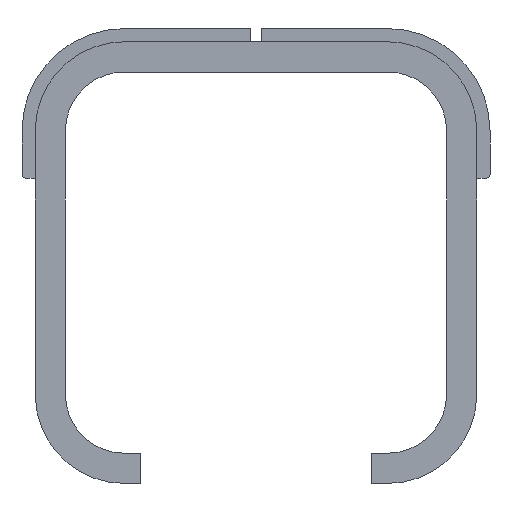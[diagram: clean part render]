
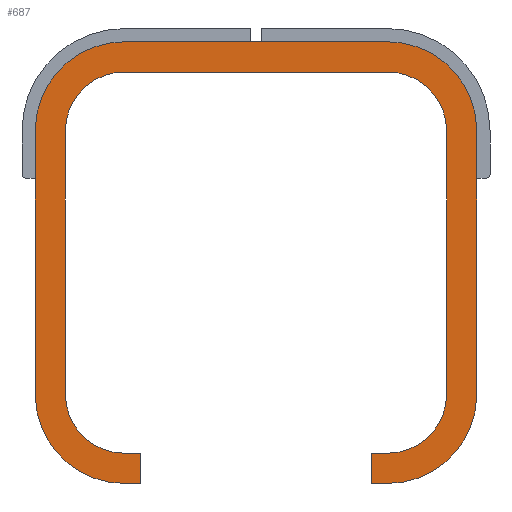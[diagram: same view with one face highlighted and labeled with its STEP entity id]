
A CAD part, front view. The second image highlights one B-rep face of the part: STEP entity #687.
In plain terms, the highlighted planar face has unit normal (0, -1, 0).
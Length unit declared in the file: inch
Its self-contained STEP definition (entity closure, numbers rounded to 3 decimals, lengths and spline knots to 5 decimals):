
#24=CARTESIAN_POINT('',(0.305,-3.505,-0.585));
#25=VERTEX_POINT('',#24);
#26=CARTESIAN_POINT('',(0.305,-3.505,-0.505));
#27=VERTEX_POINT('',#26);
#28=CARTESIAN_POINT('',(0.305,-3.505,-0.585));
#29=DIRECTION('',(0.,0.,1.));
#30=VECTOR('',#29,1.);
#31=LINE('',#28,#30);
#32=EDGE_CURVE('',#25,#27,#31,.T.);
#64=CARTESIAN_POINT('',(0.349,-3.505,-0.505));
#65=VERTEX_POINT('',#64);
#66=CARTESIAN_POINT('',(0.305,-3.505,-0.505));
#67=DIRECTION('',(1.,0.,0.));
#68=VECTOR('',#67,1.);
#69=LINE('',#66,#68);
#70=EDGE_CURVE('',#27,#65,#69,.T.);
#95=CARTESIAN_POINT('',(0.505,-3.505,-0.349));
#96=VERTEX_POINT('',#95);
#97=CARTESIAN_POINT('',(0.349,-3.505,-0.349));
#98=DIRECTION('',(0.,-1.,0.));
#99=DIRECTION('',(1.,0.,0.));
#100=AXIS2_PLACEMENT_3D('',#97,#98,#99);
#101=CIRCLE('',#100,0.156);
#102=EDGE_CURVE('',#65,#96,#101,.T.);
#128=CARTESIAN_POINT('',(0.505,-3.505,0.349));
#129=VERTEX_POINT('',#128);
#130=CARTESIAN_POINT('',(0.505,-3.505,-0.349));
#131=DIRECTION('',(0.,0.,1.));
#132=VECTOR('',#131,1.);
#133=LINE('',#130,#132);
#134=EDGE_CURVE('',#96,#129,#133,.T.);
#159=CARTESIAN_POINT('',(0.349,-3.505,0.505));
#160=VERTEX_POINT('',#159);
#161=CARTESIAN_POINT('',(0.349,-3.505,0.349));
#162=DIRECTION('',(0.,-1.,0.));
#163=DIRECTION('',(1.,0.,0.));
#164=AXIS2_PLACEMENT_3D('',#161,#162,#163);
#165=CIRCLE('',#164,0.156);
#166=EDGE_CURVE('',#129,#160,#165,.T.);
#192=CARTESIAN_POINT('',(-0.349,-3.505,0.505));
#193=VERTEX_POINT('',#192);
#194=CARTESIAN_POINT('',(0.349,-3.505,0.505));
#195=DIRECTION('',(-1.,0.,0.));
#196=VECTOR('',#195,1.);
#197=LINE('',#194,#196);
#198=EDGE_CURVE('',#160,#193,#197,.T.);
#223=CARTESIAN_POINT('',(-0.505,-3.505,0.349));
#224=VERTEX_POINT('',#223);
#225=CARTESIAN_POINT('',(-0.349,-3.505,0.349));
#226=DIRECTION('',(0.,-1.,0.));
#227=DIRECTION('',(1.,0.,0.));
#228=AXIS2_PLACEMENT_3D('',#225,#226,#227);
#229=CIRCLE('',#228,0.156);
#230=EDGE_CURVE('',#193,#224,#229,.T.);
#256=CARTESIAN_POINT('',(-0.505,-3.505,-0.349));
#257=VERTEX_POINT('',#256);
#258=CARTESIAN_POINT('',(-0.505,-3.505,0.349));
#259=DIRECTION('',(0.,0.,-1.));
#260=VECTOR('',#259,1.);
#261=LINE('',#258,#260);
#262=EDGE_CURVE('',#224,#257,#261,.T.);
#287=CARTESIAN_POINT('',(-0.349,-3.505,-0.505));
#288=VERTEX_POINT('',#287);
#289=CARTESIAN_POINT('',(-0.349,-3.505,-0.349));
#290=DIRECTION('',(0.,-1.,0.));
#291=DIRECTION('',(1.,0.,0.));
#292=AXIS2_PLACEMENT_3D('',#289,#290,#291);
#293=CIRCLE('',#292,0.156);
#294=EDGE_CURVE('',#257,#288,#293,.T.);
#320=CARTESIAN_POINT('',(-0.305,-3.505,-0.505));
#321=VERTEX_POINT('',#320);
#322=CARTESIAN_POINT('',(-0.349,-3.505,-0.505));
#323=DIRECTION('',(1.,0.,0.));
#324=VECTOR('',#323,1.);
#325=LINE('',#322,#324);
#326=EDGE_CURVE('',#288,#321,#325,.T.);
#351=CARTESIAN_POINT('',(-0.305,-3.505,-0.585));
#352=VERTEX_POINT('',#351);
#353=CARTESIAN_POINT('',(-0.305,-3.505,-0.505));
#354=DIRECTION('',(0.,0.,-1.));
#355=VECTOR('',#354,1.);
#356=LINE('',#353,#355);
#357=EDGE_CURVE('',#321,#352,#356,.T.);
#382=CARTESIAN_POINT('',(-0.349,-3.505,-0.585));
#383=VERTEX_POINT('',#382);
#384=CARTESIAN_POINT('',(-0.349,-3.505,-0.585));
#385=DIRECTION('',(-1.,0.,0.));
#386=VECTOR('',#385,1.);
#387=LINE('',#384,#386);
#388=EDGE_CURVE('',#352,#383,#387,.T.);
#413=CARTESIAN_POINT('',(-0.585,-3.505,-0.349));
#414=VERTEX_POINT('',#413);
#415=CARTESIAN_POINT('',(-0.349,-3.505,-0.349));
#416=DIRECTION('',(0.,1.,0.));
#417=DIRECTION('',(0.,0.,1.));
#418=AXIS2_PLACEMENT_3D('',#415,#416,#417);
#419=CIRCLE('',#418,0.236);
#420=EDGE_CURVE('',#383,#414,#419,.T.);
#446=CARTESIAN_POINT('',(-0.585,-3.505,0.349));
#447=VERTEX_POINT('',#446);
#448=CARTESIAN_POINT('',(-0.585,-3.505,0.349));
#449=DIRECTION('',(0.,0.,1.));
#450=VECTOR('',#449,1.);
#451=LINE('',#448,#450);
#452=EDGE_CURVE('',#414,#447,#451,.T.);
#477=CARTESIAN_POINT('',(-0.349,-3.505,0.585));
#478=VERTEX_POINT('',#477);
#479=CARTESIAN_POINT('',(-0.349,-3.505,0.349));
#480=DIRECTION('',(0.,1.,0.));
#481=DIRECTION('',(0.,0.,1.));
#482=AXIS2_PLACEMENT_3D('',#479,#480,#481);
#483=CIRCLE('',#482,0.236);
#484=EDGE_CURVE('',#447,#478,#483,.T.);
#510=CARTESIAN_POINT('',(0.349,-3.505,0.585));
#511=VERTEX_POINT('',#510);
#512=CARTESIAN_POINT('',(0.349,-3.505,0.585));
#513=DIRECTION('',(1.,0.,0.));
#514=VECTOR('',#513,1.);
#515=LINE('',#512,#514);
#516=EDGE_CURVE('',#478,#511,#515,.T.);
#541=CARTESIAN_POINT('',(0.585,-3.505,0.349));
#542=VERTEX_POINT('',#541);
#543=CARTESIAN_POINT('',(0.349,-3.505,0.349));
#544=DIRECTION('',(0.,1.,0.));
#545=DIRECTION('',(0.,0.,1.));
#546=AXIS2_PLACEMENT_3D('',#543,#544,#545);
#547=CIRCLE('',#546,0.236);
#548=EDGE_CURVE('',#511,#542,#547,.T.);
#574=CARTESIAN_POINT('',(0.585,-3.505,-0.349));
#575=VERTEX_POINT('',#574);
#576=CARTESIAN_POINT('',(0.585,-3.505,-0.349));
#577=DIRECTION('',(0.,0.,-1.));
#578=VECTOR('',#577,1.);
#579=LINE('',#576,#578);
#580=EDGE_CURVE('',#542,#575,#579,.T.);
#605=CARTESIAN_POINT('',(0.349,-3.505,-0.585));
#606=VERTEX_POINT('',#605);
#607=CARTESIAN_POINT('',(0.349,-3.505,-0.349));
#608=DIRECTION('',(0.,1.,0.));
#609=DIRECTION('',(0.,0.,1.));
#610=AXIS2_PLACEMENT_3D('',#607,#608,#609);
#611=CIRCLE('',#610,0.236);
#612=EDGE_CURVE('',#575,#606,#611,.T.);
#638=CARTESIAN_POINT('',(0.305,-3.505,-0.585));
#639=DIRECTION('',(-1.,0.,0.));
#640=VECTOR('',#639,1.);
#641=LINE('',#638,#640);
#642=EDGE_CURVE('',#606,#25,#641,.T.);
#660=ORIENTED_EDGE('',*,*,#32,.F.);
#661=ORIENTED_EDGE('',*,*,#642,.F.);
#662=ORIENTED_EDGE('',*,*,#612,.F.);
#663=ORIENTED_EDGE('',*,*,#580,.F.);
#664=ORIENTED_EDGE('',*,*,#548,.F.);
#665=ORIENTED_EDGE('',*,*,#516,.F.);
#666=ORIENTED_EDGE('',*,*,#484,.F.);
#667=ORIENTED_EDGE('',*,*,#452,.F.);
#668=ORIENTED_EDGE('',*,*,#420,.F.);
#669=ORIENTED_EDGE('',*,*,#388,.F.);
#670=ORIENTED_EDGE('',*,*,#357,.F.);
#671=ORIENTED_EDGE('',*,*,#326,.F.);
#672=ORIENTED_EDGE('',*,*,#294,.F.);
#673=ORIENTED_EDGE('',*,*,#262,.F.);
#674=ORIENTED_EDGE('',*,*,#230,.F.);
#675=ORIENTED_EDGE('',*,*,#198,.F.);
#676=ORIENTED_EDGE('',*,*,#166,.F.);
#677=ORIENTED_EDGE('',*,*,#134,.F.);
#678=ORIENTED_EDGE('',*,*,#102,.F.);
#679=ORIENTED_EDGE('',*,*,#70,.F.);
#680=EDGE_LOOP('',(#660,#661,#662,#663,#664,#665,#666,#667,#668,#669,#670,#671,#672,#673,#674,#675,#676,#677,#678,#679));
#681=FACE_OUTER_BOUND('',#680,.T.);
#682=CARTESIAN_POINT('',(0.31874,-3.505,-0.585));
#683=DIRECTION('',(0.,-1.,0.));
#684=DIRECTION('',(1.,0.,0.));
#685=AXIS2_PLACEMENT_3D('',#682,#683,#684);
#686=PLANE('',#685);
#687=ADVANCED_FACE('',(#681),#686,.T.);
